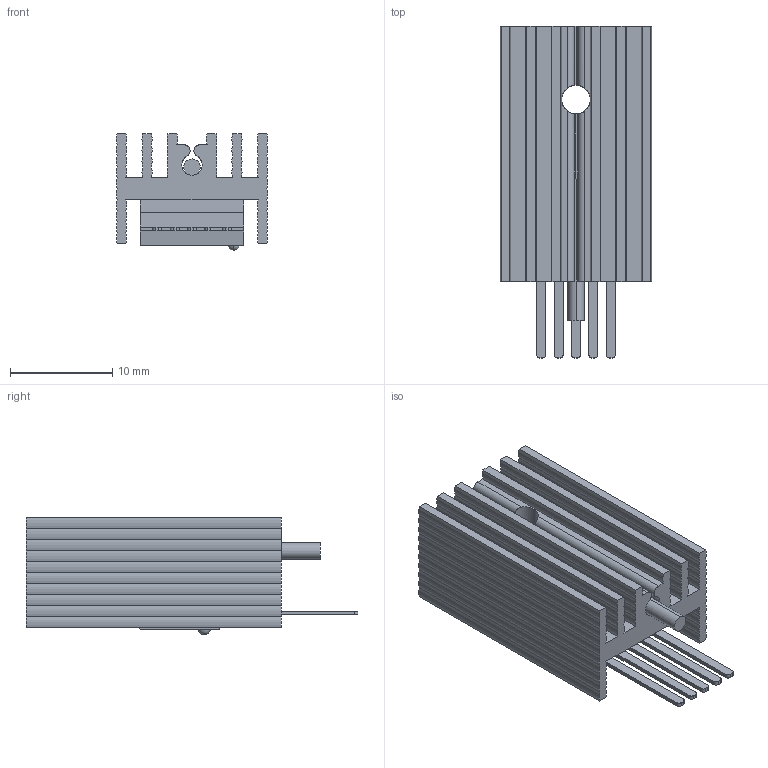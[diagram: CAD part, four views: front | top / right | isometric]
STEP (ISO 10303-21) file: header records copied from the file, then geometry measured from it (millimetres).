
FILE_DESCRIPTION (( 'STEP AP214' ), '1' );
FILE_NAME ('Assemv12.STEP', '2021-03-22T06:45:51', ( '' ), ( '' ), 'SwSTEP 2.0', 'SolidWorks 2018', '' );
FILE_SCHEMA (( 'AUTOMOTIVE_DESIGN' ));
Length unit declared in the file: millimetre
Products named in the file (3): Assemv12; v2; v1
Assembly tree (2 placements, depth 2):
  Assemv12
    v1
    v2
Bounding box: 14.8 x 32.48 x 11.43 mm (x, y, z)
Volume: 2216.1 mm3; surface area: 3992.7 mm2
Topology: 21 solids, 21 shells, 271 faces, 690 edges, 460 vertices
Faces by surface type: plane 118, cylinder 86, bspline 65, torus 2
Entity records: 12093 total; most frequent: CARTESIAN_POINT 5495, ORIENTED_EDGE 1380, DIRECTION 1146, EDGE_CURVE 690, VERTEX_POINT 460, AXIS2_PLACEMENT_3D 383, LINE 380, VECTOR 380
